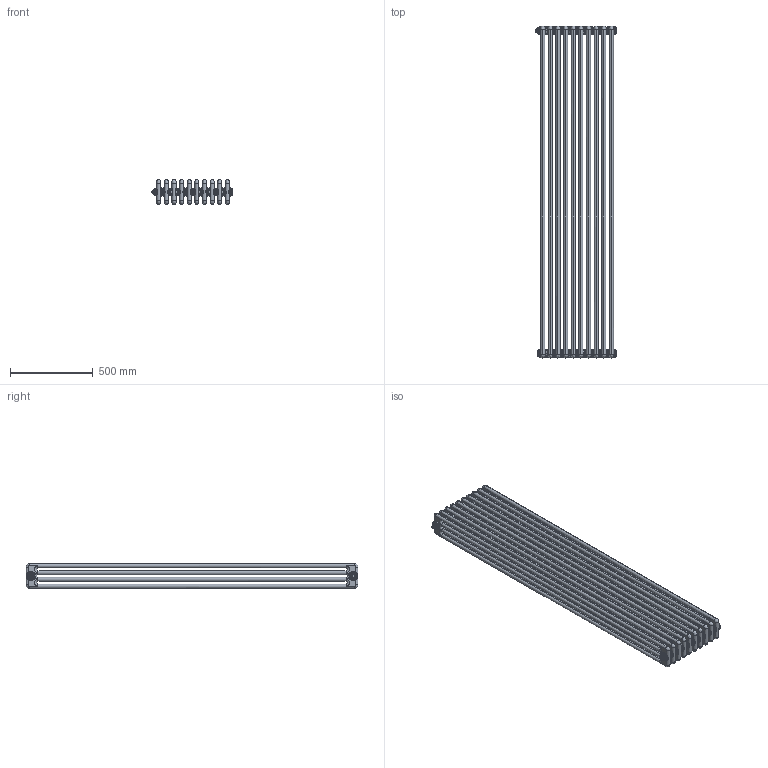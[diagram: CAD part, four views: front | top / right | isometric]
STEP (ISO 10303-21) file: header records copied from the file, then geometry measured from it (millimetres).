
FILE_DESCRIPTION((''),'2;1');
FILE_NAME('3541700001659_3D_SITO_ASM','2024-04-12T17:34:05',('PTC3'),(''),'CREO PARAMETRIC BY PTC INC, 2023092','CREO PARAMETRIC BY PTC INC, 2023092','');
FILE_SCHEMA(('AUTOMOTIVE_DESIGN { 1 0 10303 214 1 1 1 1 }'));
Length unit declared in the file: millimetre
Products named in the file (6): 2661700500136_3D_SITO; 1006381480001_3D_SITO; 1006381480002_3D_SITO; 1011181480002_3D_SITO; 1041001240002; 3541700001659_3D_SITO_ASM
Assembly tree (15 placements, depth 2):
  3541700001659_3D_SITO_ASM
    2661700500136_3D_SITO  x10
    1006381480001_3D_SITO  x2
    1006381480002_3D_SITO
    1011181480002_3D_SITO
    1041001240002
Bounding box: 493.2 x 2000 x 148 mm (x, y, z)
Volume: 42032986.8 mm3; surface area: 6434516.9 mm2
Topology: 15 solids, 24 shells, 1624 faces, 4521 edges, 2904 vertices
Faces by surface type: plane 784, torus 304, cylinder 300, bspline 130, extrusion 64, cone 30, sphere 12
Entity records: 35527 total; most frequent: CARTESIAN_POINT 8116, ORIENTED_EDGE 4450, DIRECTION 4231, EDGE_CURVE 2235, VECTOR 1451, VERTEX_POINT 1437, LINE 1403, AXIS2_PLACEMENT_3D 1381
